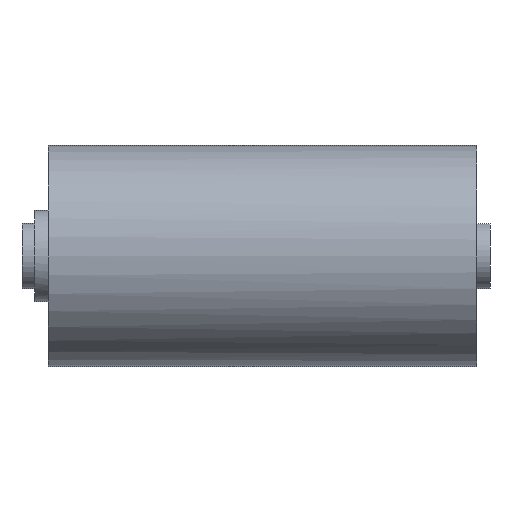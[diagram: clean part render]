
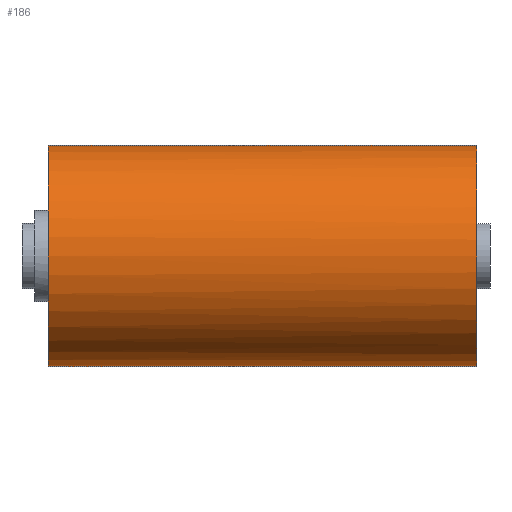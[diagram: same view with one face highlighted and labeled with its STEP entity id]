
A CAD part, front view. The second image highlights one B-rep face of the part: STEP entity #186.
In plain terms, the highlighted cylindrical face has radius 8.5 mm (diameter 17 mm), a partial arc.
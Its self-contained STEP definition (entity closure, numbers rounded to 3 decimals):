
#13 = AXIS2_PLACEMENT_3D ( 'NONE', #238, #244, #223 ) ;
#38 = DIRECTION ( 'NONE',  ( 0., 0., 1. ) ) ;
#61 = CARTESIAN_POINT ( 'NONE',  ( 33., 0., 8.5 ) ) ;
#69 = CARTESIAN_POINT ( 'NONE',  ( 0., 0., 0. ) ) ;
#79 = VERTEX_POINT ( 'NONE', #61 ) ;
#91 = ORIENTED_EDGE ( 'NONE', *, *, #532, .F. ) ;
#95 = DIRECTION ( 'NONE',  ( 1., 0., 0. ) ) ;
#116 = VERTEX_POINT ( 'NONE', #175 ) ;
#118 = ORIENTED_EDGE ( 'NONE', *, *, #318, .T. ) ;
#122 = AXIS2_PLACEMENT_3D ( 'NONE', #390, #95, #494 ) ;
#126 = CARTESIAN_POINT ( 'NONE',  ( 33., 0., 0. ) ) ;
#129 = ORIENTED_EDGE ( 'NONE', *, *, #131, .F. ) ;
#131 = EDGE_CURVE ( 'NONE', #520, #596, #516, .T. ) ;
#134 = ORIENTED_EDGE ( 'NONE', *, *, #183, .F. ) ;
#152 = VECTOR ( 'NONE', #480, 1000. ) ;
#156 = CARTESIAN_POINT ( 'NONE',  ( 33., 0., 0. ) ) ;
#175 = CARTESIAN_POINT ( 'NONE',  ( 33., -8.124, -2.5 ) ) ;
#178 = DIRECTION ( 'NONE',  ( 0., 0., -1. ) ) ;
#182 = DIRECTION ( 'NONE',  ( 1., 0., 0. ) ) ;
#183 = EDGE_CURVE ( 'NONE', #291, #116, #422, .T. ) ;
#186 = ADVANCED_FACE ( 'NONE', ( #563 ), #559, .T. ) ;
#203 = CIRCLE ( 'NONE', #258, 8.5 ) ;
#206 = CARTESIAN_POINT ( 'NONE',  ( 0., 0., -8.5 ) ) ;
#208 = DIRECTION ( 'NONE',  ( -1., 0., 0. ) ) ;
#223 = DIRECTION ( 'NONE',  ( 0., 0., -1. ) ) ;
#238 = CARTESIAN_POINT ( 'NONE',  ( 33., 0., 0. ) ) ;
#239 = DIRECTION ( 'NONE',  ( 1., 0., 0. ) ) ;
#242 = EDGE_CURVE ( 'NONE', #116, #520, #293, .T. ) ;
#244 = DIRECTION ( 'NONE',  ( 1., 0., 0. ) ) ;
#258 = AXIS2_PLACEMENT_3D ( 'NONE', #69, #182, #316 ) ;
#291 = VERTEX_POINT ( 'NONE', #437 ) ;
#293 = CIRCLE ( 'NONE', #13, 8.5 ) ;
#316 = DIRECTION ( 'NONE',  ( 0., 0., -1. ) ) ;
#317 = AXIS2_PLACEMENT_3D ( 'NONE', #126, #626, #38 ) ;
#318 = EDGE_CURVE ( 'NONE', #515, #596, #203, .T. ) ;
#390 = CARTESIAN_POINT ( 'NONE',  ( 33., 0., 0. ) ) ;
#393 = ORIENTED_EDGE ( 'NONE', *, *, #242, .F. ) ;
#395 = CIRCLE ( 'NONE', #122, 8.5 ) ;
#413 = EDGE_CURVE ( 'NONE', #79, #515, #524, .T. ) ;
#418 = CARTESIAN_POINT ( 'NONE',  ( 33., 0., -8.5 ) ) ;
#422 = CIRCLE ( 'NONE', #509, 8.5 ) ;
#423 = EDGE_LOOP ( 'NONE', ( #129, #393, #134, #91, #436, #118 ) ) ;
#436 = ORIENTED_EDGE ( 'NONE', *, *, #413, .T. ) ;
#437 = CARTESIAN_POINT ( 'NONE',  ( 33., -8.124, 2.5 ) ) ;
#480 = DIRECTION ( 'NONE',  ( -1., 0., 0. ) ) ;
#494 = DIRECTION ( 'NONE',  ( 0., 0., -1. ) ) ;
#509 = AXIS2_PLACEMENT_3D ( 'NONE', #156, #239, #178 ) ;
#515 = VERTEX_POINT ( 'NONE', #545 ) ;
#516 = LINE ( 'NONE', #608, #529 ) ;
#520 = VERTEX_POINT ( 'NONE', #418 ) ;
#524 = LINE ( 'NONE', #526, #152 ) ;
#526 = CARTESIAN_POINT ( 'NONE',  ( 33., 0., 8.5 ) ) ;
#529 = VECTOR ( 'NONE', #208, 1000. ) ;
#532 = EDGE_CURVE ( 'NONE', #79, #291, #395, .T. ) ;
#545 = CARTESIAN_POINT ( 'NONE',  ( 0., 0., 8.5 ) ) ;
#559 = CYLINDRICAL_SURFACE ( 'NONE', #317, 8.5 ) ;
#563 = FACE_OUTER_BOUND ( 'NONE', #423, .T. ) ;
#596 = VERTEX_POINT ( 'NONE', #206 ) ;
#608 = CARTESIAN_POINT ( 'NONE',  ( 33., 0., -8.5 ) ) ;
#626 = DIRECTION ( 'NONE',  ( -1., 0., 0. ) ) ;
